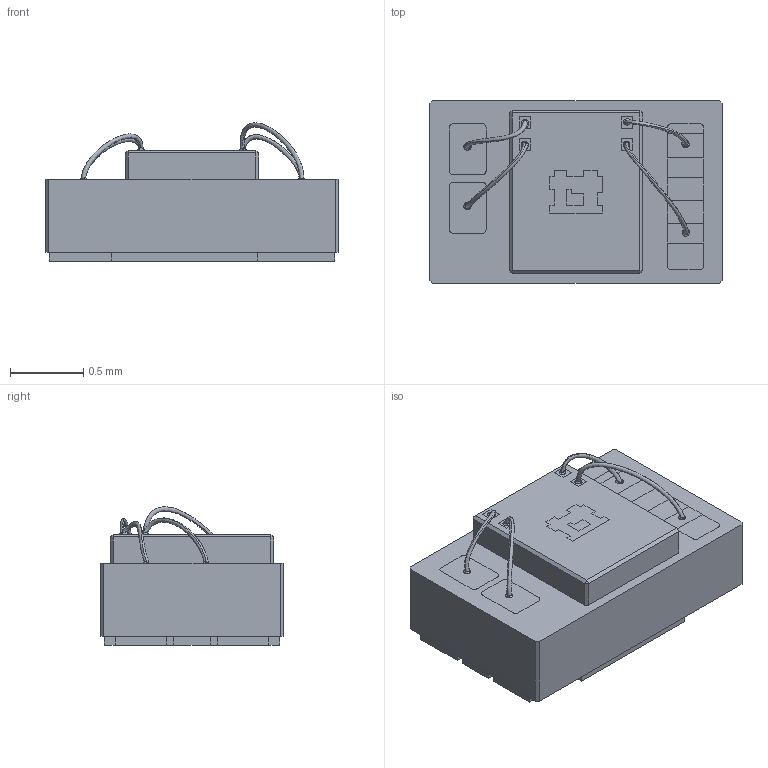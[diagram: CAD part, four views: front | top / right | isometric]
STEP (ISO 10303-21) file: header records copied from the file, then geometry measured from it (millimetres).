
FILE_DESCRIPTION ( ( 'STEP AP214' ), '1' );
FILE_NAME ( 'VEML3328_without_plastic.STEP', '', ( '' ), ( '' ), '', '', '' );
FILE_SCHEMA (( 'AUTOMOTIVE_DESIGN' ));
Length unit declared in the file: millimetre
Products named in the file (1): VEML3328_without_plastic
Bounding box: 2 x 1.25 x 0.95 mm (x, y, z)
Volume: 1.6 mm3; surface area: 9.8 mm2
Topology: 1 solids, 1 shells, 99 faces, 305 edges, 218 vertices
Faces by surface type: plane 75, bspline 24
Entity records: 9532 total; most frequent: CARTESIAN_POINT 5816, ORIENTED_EDGE 610, DIRECTION 429, EDGE_CURVE 305, LINE 221, VECTOR 221, VERTEX_POINT 218, EDGE_LOOP 117
